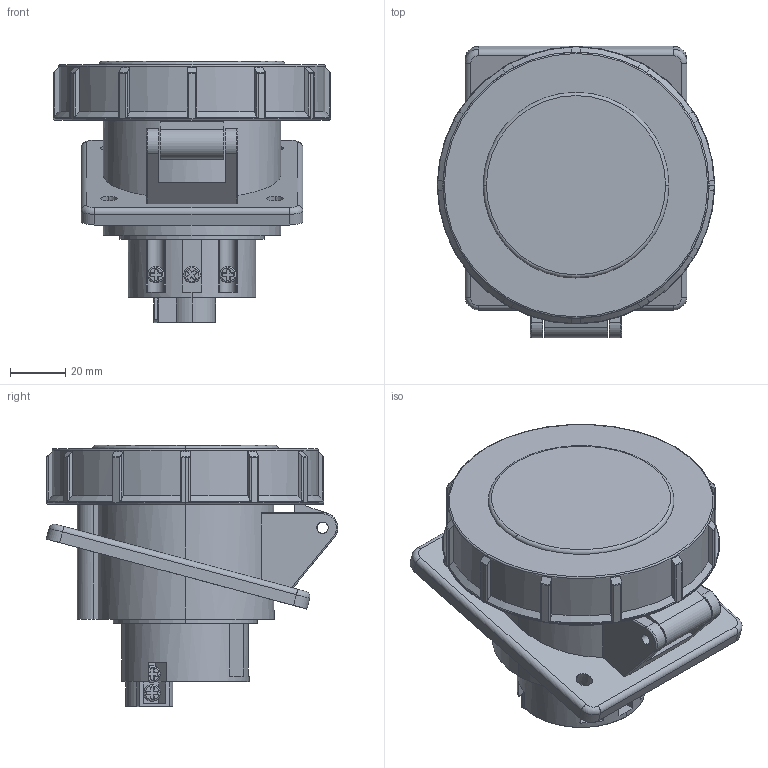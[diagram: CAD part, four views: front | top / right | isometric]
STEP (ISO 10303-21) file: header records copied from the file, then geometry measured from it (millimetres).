
FILE_DESCRIPTION (( 'STEP AP203' ), '1' );
FILE_NAME ('Ðîçåòêà ñòàöèîíàðíàÿ âíóòðåííÿÿ óãëîâàÿ ps-4242-32-380.STEP', '2018-09-04T07:10:47', ( '' ), ( '' ), 'SwSTEP 2.0', 'SolidWorks 2017', '' );
FILE_SCHEMA (( 'CONFIG_CONTROL_DESIGN' ));
Length unit declared in the file: millimetre
Products named in the file (4): Êîëîäêà 3242,4242; 扻豵鵨 4242; Êðûøêà 3242,3252,4242,4252; Ðîçåòêà ñòàöèîíàðíàÿ âíóòðåííÿÿ óãëîâàÿ ps-4242-32-380
Assembly tree (3 placements, depth 2):
  Ðîçåòêà ñòàöèîíàðíàÿ âíóòðåííÿÿ óãëîâàÿ ps-4242-32-380
    扻豵鵨 4242
    Êîëîäêà 3242,4242
    Êðûøêà 3242,3252,4242,4252
Bounding box: 100 x 105.18 x 94.2 mm (x, y, z)
Volume: 265015.5 mm3; surface area: 88477.2 mm2
Topology: 7 solids, 7 shells, 423 faces, 1088 edges, 701 vertices
Faces by surface type: plane 180, cylinder 138, torus 68, cone 35, sphere 2
Entity records: 13625 total; most frequent: CARTESIAN_POINT 2911, ORIENTED_EDGE 2172, DIRECTION 2143, EDGE_CURVE 1086, AXIS2_PLACEMENT_3D 805, VERTEX_POINT 700, LINE 533, VECTOR 533
